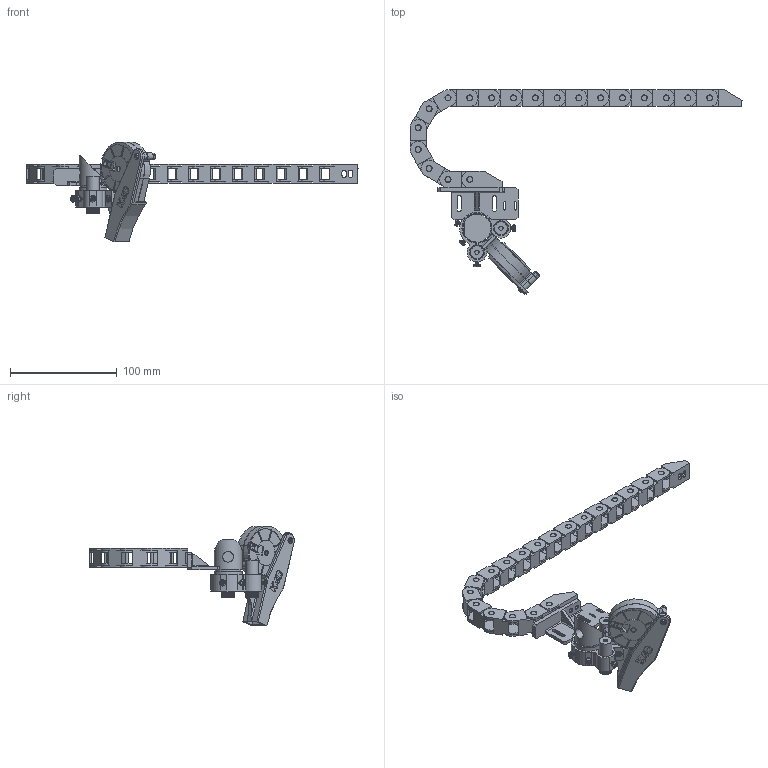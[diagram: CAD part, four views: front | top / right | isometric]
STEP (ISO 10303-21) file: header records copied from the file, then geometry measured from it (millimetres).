
FILE_DESCRIPTION(/* description */ (''),/* implementation_level */ '2;1');
FILE_NAME(/* name */ 'SUPPORT_POINTEUR_AIR_ASSIST v16.step',/* time_stamp */ '2020-11-18T16:20:55+01:00',/* author */ (''),/* organization */ (''),/* preprocessor_version */ 'ST-DEVELOPER v18.1',/* originating_system */ 'Autodesk Translation Framework v9.3.0.1241',/* authorisation */ '');
FILE_SCHEMA (('AUTOMOTIVE_DESIGN { 1 0 10303 214 3 1 1 }'));
Length unit declared in the file: millimetre
Products named in the file (18): SUPPORT_POINTEUR_AIR_ASSIST; POINTEUR_SYD1230; SUPPORT; LASER_K40_HEAD; SUPPORT_DRAG_CHAINE; CANAL_FAN; Radial-Cooling-Fan-5015-DC12V; turbine; top; bottom; 92095A183; 92095A185; 90576A102; 94209A355; Drag Chain 10x10; Bloc 06; Bloc 05; Bloc 04
Assembly tree (39 placements, depth 3):
  SUPPORT_POINTEUR_AIR_ASSIST
    POINTEUR_SYD1230  x2
    SUPPORT
    LASER_K40_HEAD
    SUPPORT_DRAG_CHAINE
    CANAL_FAN
    Radial-Cooling-Fan-5015-DC12V
      turbine
      top
      bottom
    92095A183
    90576A102  x2
    92095A185
    94209A355  x4
    Drag Chain 10x10
      Bloc 06
      Bloc 04  x18
      Bloc 05
Bounding box: 310.83 x 191.42 x 93.31 mm (x, y, z)
Volume: 114806 mm3; surface area: 111549.3 mm2
Topology: 40 solids, 40 shells, 2466 faces, 6798 edges, 4458 vertices
Faces by surface type: plane 1257, cylinder 907, cone 146, bspline 100, torus 54, sphere 2
Full cylindrical faces by diameter (mm): 2.35 x104, 2.5 x4, 2.538 x2, 2.594 x12, 3 x72, 3.25 x1, 3.352 x2, 3.4 x1, 3.5 x2, 3.969 x2, 4.5 x5, 5 x1, 5.59 x38, 5.65 x2, 5.66 x38, 5.7 x2, 6 x5, 7 x2, 10 x1, 12 x2, 12.5 x2, 22.8 x1, 24 x2, 24.5 x1, 26 x3, 26.5 x1, 32 x1
Entity records: 53508 total; most frequent: CARTESIAN_POINT 22982, ORIENTED_EDGE 6622, DIRECTION 5824, EDGE_CURVE 3311, VERTEX_POINT 2152, AXIS2_PLACEMENT_3D 2069, LINE 1686, VECTOR 1686
